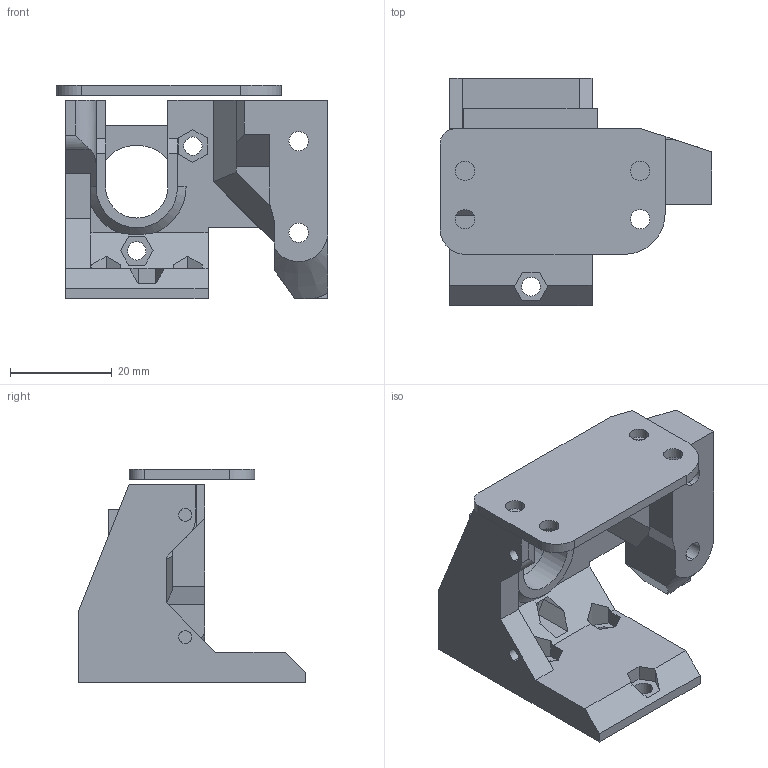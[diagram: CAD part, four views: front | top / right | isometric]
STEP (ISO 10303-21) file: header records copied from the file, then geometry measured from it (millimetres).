
FILE_DESCRIPTION (( 'STEP AP214' ), '1' );
FILE_NAME ('511 Groove Heat Sink Mount 40mm Fan.STEP', '2021-03-17T20:55:33', ( '' ), ( '' ), 'SwSTEP 2.0', 'SolidWorks 2019', '' );
FILE_SCHEMA (( 'AUTOMOTIVE_DESIGN' ));
Length unit declared in the file: millimetre
Products named in the file (1): 511 Groove Heat Sink Mount 40mm Fan
Bounding box: 53.44 x 44.7 x 42 mm (x, y, z)
Volume: 21636.9 mm3; surface area: 13513.9 mm2
Topology: 3 solids, 5 shells, 178 faces, 475 edges, 315 vertices
Faces by surface type: plane 134, cylinder 42, cone 2
Entity records: 5644 total; most frequent: CARTESIAN_POINT 1021, ORIENTED_EDGE 950, DIRECTION 912, EDGE_CURVE 475, LINE 380, VECTOR 380, VERTEX_POINT 315, AXIS2_PLACEMENT_3D 266
